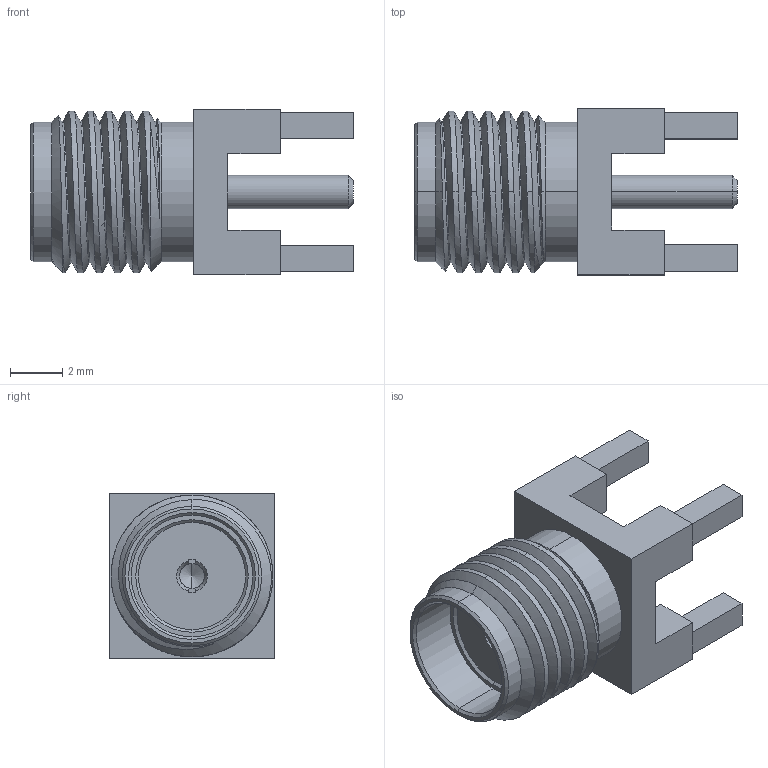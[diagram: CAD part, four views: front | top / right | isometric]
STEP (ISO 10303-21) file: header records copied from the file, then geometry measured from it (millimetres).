
FILE_DESCRIPTION((''),'2;1');
FILE_NAME('SMA6251A1-032-3GT50G-_SW0001','2020-05-18T16:55:10',('Krishnaprasath'),(''),'CREO PARAMETRIC BY PTC INC, 2019444','CREO PARAMETRIC BY PTC INC, 2019444','');
FILE_SCHEMA(('CONFIG_CONTROL_DESIGN'));
Length unit declared in the file: millimetre
Products named in the file (1): SMA6251A1-032-3GT50G-_SW0001
Bounding box: 12.35 x 6.35 x 6.35 mm (x, y, z)
Volume: 209.5 mm3; surface area: 437.1 mm2
Topology: 1 solids, 1 shells, 95 faces, 238 edges, 153 vertices
Faces by surface type: plane 49, cylinder 24, cone 16, bspline 6
Entity records: 5717 total; most frequent: CARTESIAN_POINT 3460, ORIENTED_EDGE 472, DIRECTION 426, EDGE_CURVE 236, VERTEX_POINT 153, VECTOR 150, LINE 150, AXIS2_PLACEMENT_3D 138
